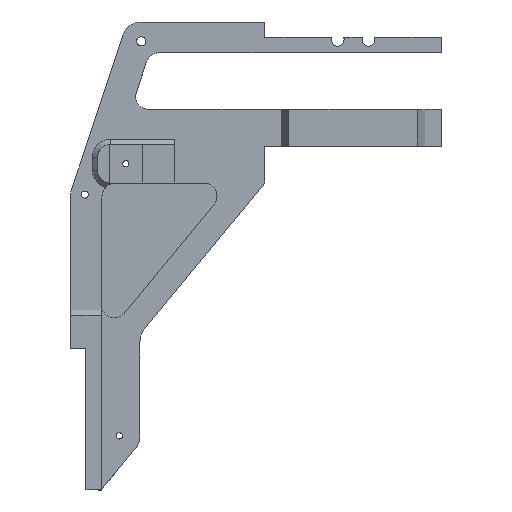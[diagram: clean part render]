
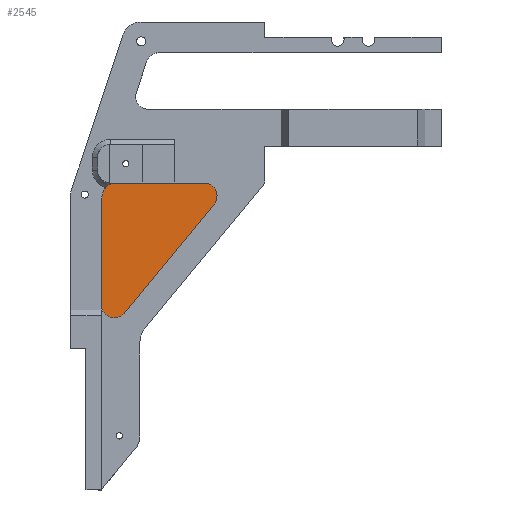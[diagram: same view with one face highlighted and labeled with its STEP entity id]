
A CAD part, top view. The second image highlights one B-rep face of the part: STEP entity #2545.
In plain terms, the highlighted planar face has unit normal (0, 0, 1).
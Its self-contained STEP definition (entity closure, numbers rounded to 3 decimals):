
#2 = DIRECTION ( 'NONE',  ( 0.316, 0.949, 0. ) ) ;
#163 = AXIS2_PLACEMENT_3D ( 'NONE', #1767, #1780, #2300 ) ;
#165 = CARTESIAN_POINT ( 'NONE',  ( -92.545, 92., 22.5 ) ) ;
#215 = AXIS2_PLACEMENT_3D ( 'NONE', #2493, #348, #3299 ) ;
#250 = EDGE_CURVE ( 'NONE', #2005, #2360, #291, .T. ) ;
#253 = CARTESIAN_POINT ( 'NONE',  ( -92.545, 92., 22.5 ) ) ;
#291 = LINE ( 'NONE', #830, #1564 ) ;
#348 = DIRECTION ( 'NONE',  ( 0., 0., -1. ) ) ;
#382 = DIRECTION ( 'NONE',  ( 0., 0., -1. ) ) ;
#389 = ORIENTED_EDGE ( 'NONE', *, *, #1526, .T. ) ;
#415 = CARTESIAN_POINT ( 'NONE',  ( -54.1, 83.82, 22.5 ) ) ;
#421 = VECTOR ( 'NONE', #2272, 1000. ) ;
#437 = VERTEX_POINT ( 'NONE', #1279 ) ;
#453 = EDGE_CURVE ( 'NONE', #3096, #1531, #579, .T. ) ;
#457 = CIRCLE ( 'NONE', #215, 5. ) ;
#481 = VERTEX_POINT ( 'NONE', #253 ) ;
#504 = ORIENTED_EDGE ( 'NONE', *, *, #3192, .T. ) ;
#532 = CARTESIAN_POINT ( 'NONE',  ( -89.142, 41.303, 22.5 ) ) ;
#579 = LINE ( 'NONE', #1311, #2345 ) ;
#678 = AXIS2_PLACEMENT_3D ( 'NONE', #2519, #382, #1146 ) ;
#714 = DIRECTION ( 'NONE',  ( -1., 0., 0. ) ) ;
#722 = ORIENTED_EDGE ( 'NONE', *, *, #250, .F. ) ;
#795 = AXIS2_PLACEMENT_3D ( 'NONE', #2820, #954, #714 ) ;
#830 = CARTESIAN_POINT ( 'NONE',  ( -47.359, 92., 22.5 ) ) ;
#954 = DIRECTION ( 'NONE',  ( 0., 0., 1. ) ) ;
#977 = DIRECTION ( 'NONE',  ( -1., 0., 0. ) ) ;
#997 = CIRCLE ( 'NONE', #795, 5. ) ;
#1030 = DIRECTION ( 'NONE',  ( 0., 1., 0. ) ) ;
#1132 = VERTEX_POINT ( 'NONE', #2011 ) ;
#1146 = DIRECTION ( 'NONE',  ( -1., 0., 0. ) ) ;
#1200 = PLANE ( 'NONE',  #1244 ) ;
#1244 = AXIS2_PLACEMENT_3D ( 'NONE', #3332, #2826, #2544 ) ;
#1279 = CARTESIAN_POINT ( 'NONE',  ( -57.959, 92., 22.5 ) ) ;
#1311 = CARTESIAN_POINT ( 'NONE',  ( -98., 30.554, 22.5 ) ) ;
#1349 = LINE ( 'NONE', #2717, #2021 ) ;
#1386 = EDGE_LOOP ( 'NONE', ( #3083, #3013, #722, #504, #389, #3275, #1462, #2747, #1410 ) ) ;
#1410 = ORIENTED_EDGE ( 'NONE', *, *, #1429, .F. ) ;
#1429 = EDGE_CURVE ( 'NONE', #1531, #2488, #2443, .T. ) ;
#1462 = ORIENTED_EDGE ( 'NONE', *, *, #3074, .F. ) ;
#1482 = CARTESIAN_POINT ( 'NONE',  ( -98., 85.635, 22.5 ) ) ;
#1483 = EDGE_CURVE ( 'NONE', #3096, #2360, #3222, .T. ) ;
#1503 = DIRECTION ( 'NONE',  ( 0., 0., 1. ) ) ;
#1526 = EDGE_CURVE ( 'NONE', #1132, #437, #1733, .T. ) ;
#1531 = VERTEX_POINT ( 'NONE', #1482 ) ;
#1564 = VECTOR ( 'NONE', #2795, 1000. ) ;
#1733 = CIRCLE ( 'NONE', #2694, 5. ) ;
#1767 = CARTESIAN_POINT ( 'NONE',  ( -93., 44.483, 22.5 ) ) ;
#1780 = DIRECTION ( 'NONE',  ( 0., 0., 1. ) ) ;
#2005 = VERTEX_POINT ( 'NONE', #415 ) ;
#2011 = CARTESIAN_POINT ( 'NONE',  ( -52.959, 87., 22.5 ) ) ;
#2021 = VECTOR ( 'NONE', #2, 1000. ) ;
#2272 = DIRECTION ( 'NONE',  ( 1., 0., 0. ) ) ;
#2300 = DIRECTION ( 'NONE',  ( -1., 0., 0. ) ) ;
#2309 = EDGE_CURVE ( 'NONE', #2488, #2817, #1349, .T. ) ;
#2310 = FACE_OUTER_BOUND ( 'NONE', #1386, .T. ) ;
#2345 = VECTOR ( 'NONE', #1030, 1000. ) ;
#2360 = VERTEX_POINT ( 'NONE', #532 ) ;
#2443 = CIRCLE ( 'NONE', #678, 5. ) ;
#2481 = CARTESIAN_POINT ( 'NONE',  ( -98., 44.483, 22.5 ) ) ;
#2488 = VERTEX_POINT ( 'NONE', #2997 ) ;
#2493 = CARTESIAN_POINT ( 'NONE',  ( -92.545, 87., 22.5 ) ) ;
#2519 = CARTESIAN_POINT ( 'NONE',  ( -93., 85.635, 22.5 ) ) ;
#2544 = DIRECTION ( 'NONE',  ( -1., 0., 0. ) ) ;
#2545 = ADVANCED_FACE ( 'NONE', ( #2310 ), #1200, .F. ) ;
#2664 = EDGE_CURVE ( 'NONE', #481, #437, #3245, .T. ) ;
#2694 = AXIS2_PLACEMENT_3D ( 'NONE', #3077, #1503, #977 ) ;
#2717 = CARTESIAN_POINT ( 'NONE',  ( -97.744, 87.215, 22.5 ) ) ;
#2747 = ORIENTED_EDGE ( 'NONE', *, *, #2309, .F. ) ;
#2795 = DIRECTION ( 'NONE',  ( -0.636, -0.772, 0. ) ) ;
#2817 = VERTEX_POINT ( 'NONE', #3454 ) ;
#2820 = CARTESIAN_POINT ( 'NONE',  ( -57.959, 87., 22.5 ) ) ;
#2826 = DIRECTION ( 'NONE',  ( 0., 0., -1. ) ) ;
#2997 = CARTESIAN_POINT ( 'NONE',  ( -97.744, 87.215, 22.5 ) ) ;
#3013 = ORIENTED_EDGE ( 'NONE', *, *, #1483, .T. ) ;
#3074 = EDGE_CURVE ( 'NONE', #2817, #481, #457, .T. ) ;
#3077 = CARTESIAN_POINT ( 'NONE',  ( -57.959, 87., 22.5 ) ) ;
#3083 = ORIENTED_EDGE ( 'NONE', *, *, #453, .F. ) ;
#3096 = VERTEX_POINT ( 'NONE', #2481 ) ;
#3192 = EDGE_CURVE ( 'NONE', #2005, #1132, #997, .T. ) ;
#3222 = CIRCLE ( 'NONE', #163, 5. ) ;
#3245 = LINE ( 'NONE', #165, #421 ) ;
#3275 = ORIENTED_EDGE ( 'NONE', *, *, #2664, .F. ) ;
#3299 = DIRECTION ( 'NONE',  ( -1., 0., 0. ) ) ;
#3332 = CARTESIAN_POINT ( 'NONE',  ( -93., 85.635, 22.5 ) ) ;
#3454 = CARTESIAN_POINT ( 'NONE',  ( -97.289, 88.58, 22.5 ) ) ;
